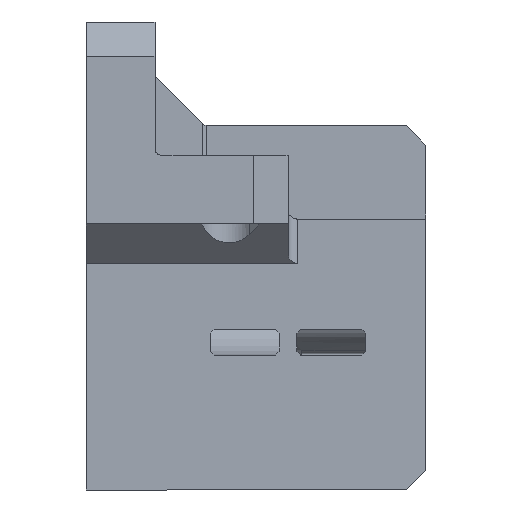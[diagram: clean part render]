
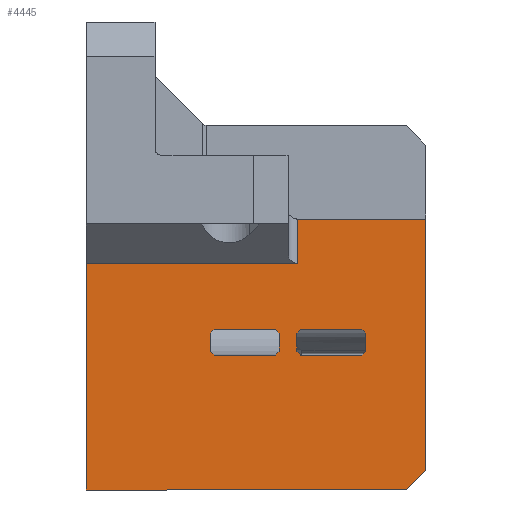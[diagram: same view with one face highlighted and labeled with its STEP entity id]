
A CAD part, left-side view. The second image highlights one B-rep face of the part: STEP entity #4445.
In plain terms, the highlighted face is planar.
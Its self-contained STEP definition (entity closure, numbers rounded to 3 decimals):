
#98=FACE_BOUND('',#603,.T.);
#99=FACE_BOUND('',#604,.T.);
#121=PLANE('',#4770);
#329=FACE_OUTER_BOUND('',#602,.T.);
#602=EDGE_LOOP('',(#3259,#3260,#3261,#3262,#3263,#3264,#3265));
#603=EDGE_LOOP('',(#3266,#3267,#3268,#3269,#3270,#3271,#3272,#3273));
#604=EDGE_LOOP('',(#3274,#3275,#3276,#3277,#3278,#3279,#3280,#3281));
#832=LINE('',#6408,#1336);
#847=LINE('',#6469,#1351);
#855=LINE('',#6484,#1359);
#908=LINE('',#6677,#1412);
#910=LINE('',#6681,#1414);
#923=LINE('',#6706,#1427);
#924=LINE('',#6707,#1428);
#925=LINE('',#6710,#1429);
#926=LINE('',#6712,#1430);
#927=LINE('',#6714,#1431);
#928=LINE('',#6716,#1432);
#929=LINE('',#6718,#1433);
#930=LINE('',#6720,#1434);
#931=LINE('',#6722,#1435);
#932=LINE('',#6723,#1436);
#933=LINE('',#6726,#1437);
#934=LINE('',#6728,#1438);
#935=LINE('',#6730,#1439);
#936=LINE('',#6732,#1440);
#937=LINE('',#6734,#1441);
#938=LINE('',#6736,#1442);
#939=LINE('',#6738,#1443);
#940=LINE('',#6739,#1444);
#1336=VECTOR('',#5094,10.);
#1351=VECTOR('',#5155,10.);
#1359=VECTOR('',#5165,10.);
#1412=VECTOR('',#5350,10.);
#1414=VECTOR('',#5354,10.);
#1427=VECTOR('',#5369,10.);
#1428=VECTOR('',#5370,10.);
#1429=VECTOR('',#5371,10.);
#1430=VECTOR('',#5372,10.);
#1431=VECTOR('',#5373,10.);
#1432=VECTOR('',#5374,10.);
#1433=VECTOR('',#5375,10.);
#1434=VECTOR('',#5376,10.);
#1435=VECTOR('',#5377,10.);
#1436=VECTOR('',#5378,10.);
#1437=VECTOR('',#5379,10.);
#1438=VECTOR('',#5380,10.);
#1439=VECTOR('',#5381,10.);
#1440=VECTOR('',#5382,10.);
#1441=VECTOR('',#5383,10.);
#1442=VECTOR('',#5384,10.);
#1443=VECTOR('',#5385,10.);
#1444=VECTOR('',#5386,10.);
#1977=VERTEX_POINT('',#6405);
#1978=VERTEX_POINT('',#6407);
#2000=VERTEX_POINT('',#6467);
#2001=VERTEX_POINT('',#6468);
#2007=VERTEX_POINT('',#6482);
#2076=VERTEX_POINT('',#6664);
#2081=VERTEX_POINT('',#6675);
#2094=VERTEX_POINT('',#6708);
#2095=VERTEX_POINT('',#6709);
#2096=VERTEX_POINT('',#6711);
#2097=VERTEX_POINT('',#6713);
#2098=VERTEX_POINT('',#6715);
#2099=VERTEX_POINT('',#6717);
#2100=VERTEX_POINT('',#6719);
#2101=VERTEX_POINT('',#6721);
#2102=VERTEX_POINT('',#6724);
#2103=VERTEX_POINT('',#6725);
#2104=VERTEX_POINT('',#6727);
#2105=VERTEX_POINT('',#6729);
#2106=VERTEX_POINT('',#6731);
#2107=VERTEX_POINT('',#6733);
#2108=VERTEX_POINT('',#6735);
#2109=VERTEX_POINT('',#6737);
#2389=EDGE_CURVE('',#1977,#1978,#832,.T.);
#2419=EDGE_CURVE('',#2000,#2001,#847,.T.);
#2427=EDGE_CURVE('',#2007,#2000,#855,.T.);
#2521=EDGE_CURVE('',#2081,#2076,#908,.T.);
#2523=EDGE_CURVE('',#2076,#2007,#910,.T.);
#2536=EDGE_CURVE('',#1978,#2081,#923,.T.);
#2537=EDGE_CURVE('',#2001,#1977,#924,.T.);
#2538=EDGE_CURVE('',#2094,#2095,#925,.T.);
#2539=EDGE_CURVE('',#2096,#2094,#926,.T.);
#2540=EDGE_CURVE('',#2097,#2096,#927,.T.);
#2541=EDGE_CURVE('',#2098,#2097,#928,.T.);
#2542=EDGE_CURVE('',#2099,#2098,#929,.T.);
#2543=EDGE_CURVE('',#2100,#2099,#930,.T.);
#2544=EDGE_CURVE('',#2101,#2100,#931,.T.);
#2545=EDGE_CURVE('',#2095,#2101,#932,.T.);
#2546=EDGE_CURVE('',#2102,#2103,#933,.T.);
#2547=EDGE_CURVE('',#2104,#2102,#934,.T.);
#2548=EDGE_CURVE('',#2105,#2104,#935,.T.);
#2549=EDGE_CURVE('',#2106,#2105,#936,.T.);
#2550=EDGE_CURVE('',#2107,#2106,#937,.T.);
#2551=EDGE_CURVE('',#2108,#2107,#938,.T.);
#2552=EDGE_CURVE('',#2109,#2108,#939,.T.);
#2553=EDGE_CURVE('',#2103,#2109,#940,.T.);
#3259=ORIENTED_EDGE('',*,*,#2419,.F.);
#3260=ORIENTED_EDGE('',*,*,#2427,.F.);
#3261=ORIENTED_EDGE('',*,*,#2523,.F.);
#3262=ORIENTED_EDGE('',*,*,#2521,.F.);
#3263=ORIENTED_EDGE('',*,*,#2536,.F.);
#3264=ORIENTED_EDGE('',*,*,#2389,.F.);
#3265=ORIENTED_EDGE('',*,*,#2537,.F.);
#3266=ORIENTED_EDGE('',*,*,#2538,.F.);
#3267=ORIENTED_EDGE('',*,*,#2539,.F.);
#3268=ORIENTED_EDGE('',*,*,#2540,.F.);
#3269=ORIENTED_EDGE('',*,*,#2541,.F.);
#3270=ORIENTED_EDGE('',*,*,#2542,.F.);
#3271=ORIENTED_EDGE('',*,*,#2543,.F.);
#3272=ORIENTED_EDGE('',*,*,#2544,.F.);
#3273=ORIENTED_EDGE('',*,*,#2545,.F.);
#3274=ORIENTED_EDGE('',*,*,#2546,.F.);
#3275=ORIENTED_EDGE('',*,*,#2547,.F.);
#3276=ORIENTED_EDGE('',*,*,#2548,.F.);
#3277=ORIENTED_EDGE('',*,*,#2549,.F.);
#3278=ORIENTED_EDGE('',*,*,#2550,.F.);
#3279=ORIENTED_EDGE('',*,*,#2551,.F.);
#3280=ORIENTED_EDGE('',*,*,#2552,.F.);
#3281=ORIENTED_EDGE('',*,*,#2553,.F.);
#4445=ADVANCED_FACE('',(#329,#98,#99),#121,.F.);
#4770=AXIS2_PLACEMENT_3D('',#6705,#5367,#5368);
#5094=DIRECTION('',(0.,1.,0.));
#5155=DIRECTION('',(0.,-0.707,0.707));
#5165=DIRECTION('',(0.,-1.,0.));
#5350=DIRECTION('',(0.,1.,0.));
#5354=DIRECTION('',(0.,0.,-1.));
#5367=DIRECTION('center_axis',(-1.,0.,0.));
#5368=DIRECTION('ref_axis',(0.,0.,1.));
#5369=DIRECTION('',(0.,0.,-1.));
#5370=DIRECTION('',(0.,0.,1.));
#5371=DIRECTION('',(0.,0.,1.));
#5372=DIRECTION('',(0.,0.707,0.707));
#5373=DIRECTION('',(0.,1.,0.));
#5374=DIRECTION('',(0.,0.707,-0.707));
#5375=DIRECTION('',(0.,0.,-1.));
#5376=DIRECTION('',(0.,-0.707,-0.707));
#5377=DIRECTION('',(0.,-1.,0.));
#5378=DIRECTION('',(0.,-0.707,0.707));
#5379=DIRECTION('',(0.,1.,0.));
#5380=DIRECTION('',(0.,0.707,-0.707));
#5381=DIRECTION('',(0.,0.,-1.));
#5382=DIRECTION('',(0.,-0.707,-0.707));
#5383=DIRECTION('',(0.,-1.,0.));
#5384=DIRECTION('',(0.,-0.707,0.707));
#5385=DIRECTION('',(0.,0.,1.));
#5386=DIRECTION('',(0.,0.707,0.707));
#6405=CARTESIAN_POINT('',(23.,-3.,34.5));
#6407=CARTESIAN_POINT('',(23.,20.,34.5));
#6408=CARTESIAN_POINT('',(23.,6.,34.5));
#6467=CARTESIAN_POINT('',(23.,-1.,0.));
#6468=CARTESIAN_POINT('',(23.,-3.,2.));
#6469=CARTESIAN_POINT('',(23.,-1.25,0.25));
#6482=CARTESIAN_POINT('',(23.,24.5,0.));
#6484=CARTESIAN_POINT('',(23.,6.,0.));
#6664=CARTESIAN_POINT('',(23.,24.5,13.));
#6675=CARTESIAN_POINT('',(23.,20.,13.));
#6677=CARTESIAN_POINT('',(23.,17.,13.));
#6681=CARTESIAN_POINT('',(23.,24.5,6.875));
#6705=CARTESIAN_POINT('Origin',(23.,0.,0.));
#6706=CARTESIAN_POINT('',(23.,20.,17.25));
#6707=CARTESIAN_POINT('',(23.,-3.,0.));
#6708=CARTESIAN_POINT('',(23.,13.31,6.5));
#6709=CARTESIAN_POINT('',(23.,13.31,12.7));
#6710=CARTESIAN_POINT('',(23.,13.31,7.));
#6711=CARTESIAN_POINT('',(23.,12.91,6.1));
#6712=CARTESIAN_POINT('',(23.,8.258,1.448));
#6713=CARTESIAN_POINT('',(23.,11.09,6.1));
#6714=CARTESIAN_POINT('',(23.,6.,6.1));
#6715=CARTESIAN_POINT('',(23.,10.69,6.5));
#6716=CARTESIAN_POINT('',(23.,9.743,7.448));
#6717=CARTESIAN_POINT('',(23.,10.69,12.7));
#6718=CARTESIAN_POINT('',(23.,10.69,7.));
#6719=CARTESIAN_POINT('',(23.,11.09,13.1));
#6720=CARTESIAN_POINT('',(23.,4.943,6.953));
#6721=CARTESIAN_POINT('',(23.,12.91,13.1));
#6722=CARTESIAN_POINT('',(23.,6.,13.1));
#6723=CARTESIAN_POINT('',(23.,13.058,12.953));
#6724=CARTESIAN_POINT('',(23.,11.09,14.9));
#6725=CARTESIAN_POINT('',(23.,12.91,14.9));
#6726=CARTESIAN_POINT('',(23.,6.,14.9));
#6727=CARTESIAN_POINT('',(23.,10.69,15.3));
#6728=CARTESIAN_POINT('',(23.,11.943,14.048));
#6729=CARTESIAN_POINT('',(23.,10.69,21.5));
#6730=CARTESIAN_POINT('',(23.,10.69,7.));
#6731=CARTESIAN_POINT('',(23.,11.09,21.9));
#6732=CARTESIAN_POINT('',(23.,2.742,13.553));
#6733=CARTESIAN_POINT('',(23.,12.91,21.9));
#6734=CARTESIAN_POINT('',(23.,6.,21.9));
#6735=CARTESIAN_POINT('',(23.,13.31,21.5));
#6736=CARTESIAN_POINT('',(23.,15.258,19.553));
#6737=CARTESIAN_POINT('',(23.,13.31,15.3));
#6738=CARTESIAN_POINT('',(23.,13.31,7.));
#6739=CARTESIAN_POINT('',(23.,6.057,8.048));
